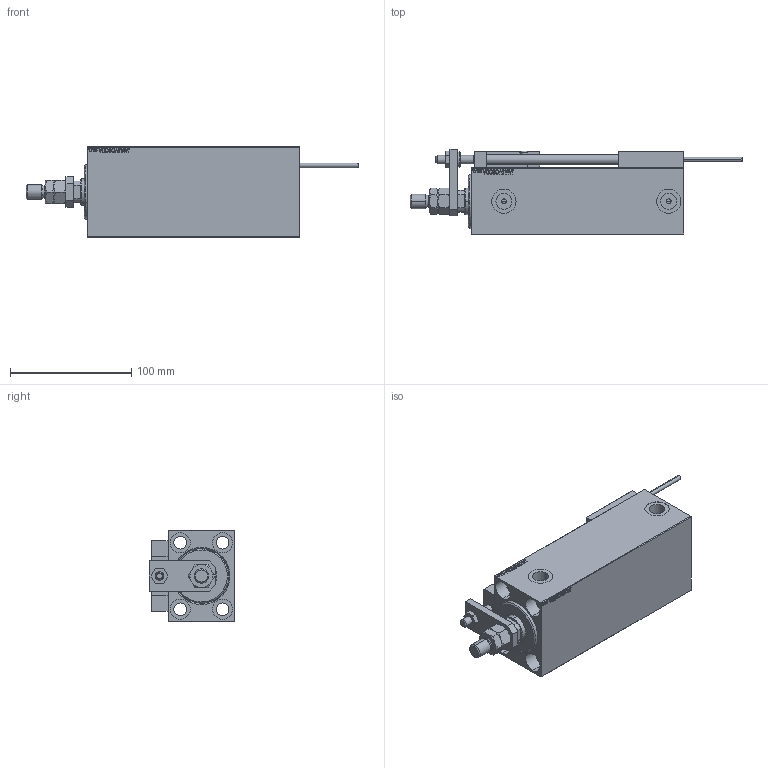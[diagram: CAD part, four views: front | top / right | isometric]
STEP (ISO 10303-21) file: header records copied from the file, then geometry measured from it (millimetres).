
FILE_DESCRIPTION (( 'STEP AP203' ), '1' );
FILE_NAME ('5259.STEP', '2021-11-01T16:17:10', ( '' ), ( '' ), 'SwSTEP 2.0', 'SolidWorks 2019', '' );
FILE_SCHEMA (( 'CONFIG_CONTROL_DESIGN' ));
Length unit declared in the file: millimetre
Products named in the file (16): Block 01c6f69ec7a1596dcadebbe45a14885e; ALLEN BOLT D5 01c6f69ec7a1596dcadebbe45a14885e; NUT_D12 01c6f69ec7a1596dcadebbe45a14885e; V450CM_C 01c6f69ec7a1596dcadebbe45a14885e; TYC_L79 01c6f69ec7a1596dcadebbe45a14885e; ZARAZKA 01c6f69ec7a1596dcadebbe45a14885e; V450CM_VC_B 01c6f69ec7a1596dcadebbe45a14885e; ALLEN BOLT D8 01c6f69ec7a1596dcadebbe45a14885e; X_Y_MTA 01c6f69ec7a1596dcadebbe45a14885e; SWITCH X 01c6f69ec7a1596dcadebbe45a14885e; SWITCH_X_FRONT_BACK 01c6f69ec7a1596dcadebbe45a14885e; MAGNET 01c6f69ec7a1596dcadebbe45a14885e; V450CM_C_VCP 01c6f69ec7a1596dcadebbe45a14885e; KONCOVKA 01c6f69ec7a1596dcadebbe45a14885e; 5259; SWITCH DIM B,W 01c6f69ec7a1596dcadebbe45a14885e
Assembly tree (25 placements, depth 3):
  5259
    V450CM_C 01c6f69ec7a1596dcadebbe45a14885e
    SWITCH X 01c6f69ec7a1596dcadebbe45a14885e
      SWITCH_X_FRONT_BACK 01c6f69ec7a1596dcadebbe45a14885e  x2
      TYC_L79 01c6f69ec7a1596dcadebbe45a14885e
      Block 01c6f69ec7a1596dcadebbe45a14885e  x2
      ALLEN BOLT D5 01c6f69ec7a1596dcadebbe45a14885e  x4
      ALLEN BOLT D8 01c6f69ec7a1596dcadebbe45a14885e  x4
      MAGNET 01c6f69ec7a1596dcadebbe45a14885e  x2
      KONCOVKA 01c6f69ec7a1596dcadebbe45a14885e  x2
    NUT_D12 01c6f69ec7a1596dcadebbe45a14885e
    SWITCH DIM B,W 01c6f69ec7a1596dcadebbe45a14885e
    ZARAZKA 01c6f69ec7a1596dcadebbe45a14885e
    V450CM_C_VCP 01c6f69ec7a1596dcadebbe45a14885e
    V450CM_VC_B 01c6f69ec7a1596dcadebbe45a14885e
    X_Y_MTA 01c6f69ec7a1596dcadebbe45a14885e
Bounding box: 274 x 70.5 x 75 mm (x, y, z)
Volume: 656761.9 mm3; surface area: 148525.6 mm2
Topology: 24 solids, 24 shells, 1348 faces, 3214 edges, 2045 vertices
Faces by surface type: plane 580, bspline 380, cylinder 204, cone 134, torus 46, sphere 4
Entity records: 52496 total; most frequent: CARTESIAN_POINT 26747, ORIENTED_EDGE 5448, DIRECTION 3734, EDGE_CURVE 2724, VERTEX_POINT 1769, VECTOR 1522, LINE 1522, EDGE_LOOP 1265
